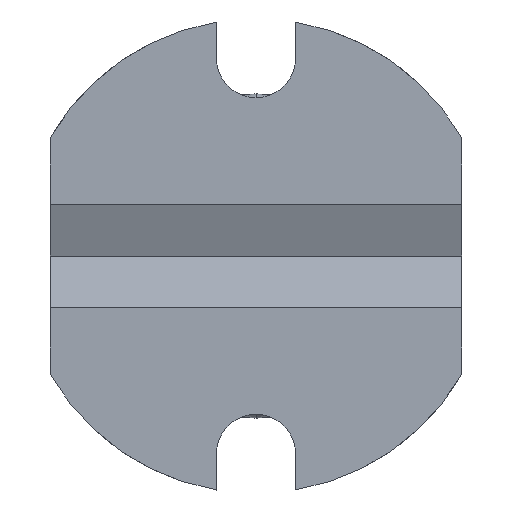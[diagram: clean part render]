
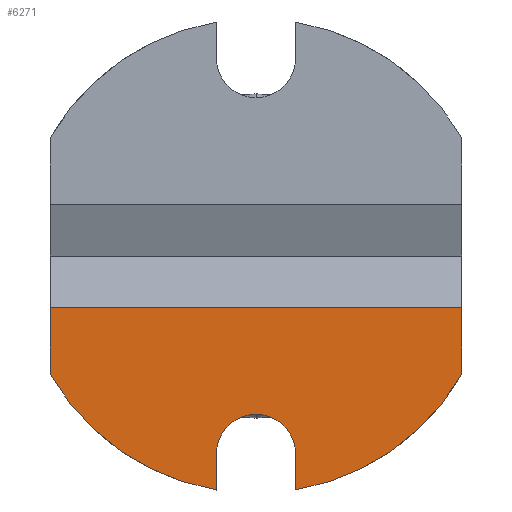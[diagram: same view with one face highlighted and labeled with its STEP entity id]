
A CAD part, front view. The second image highlights one B-rep face of the part: STEP entity #6271.
In plain terms, the highlighted planar face has unit normal (0, -1, 0).
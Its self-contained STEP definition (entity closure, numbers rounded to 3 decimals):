
#92 = CARTESIAN_POINT ( 'NONE',  ( 0., 0., -3.25 ) ) ;
#179 = LINE ( 'NONE', #3802, #5414 ) ;
#865 = VERTEX_POINT ( 'NONE', #2756 ) ;
#977 = DIRECTION ( 'NONE',  ( 0., 1., 0. ) ) ;
#1038 = LINE ( 'NONE', #2570, #1215 ) ;
#1078 = LINE ( 'NONE', #92, #3063 ) ;
#1148 = AXIS2_PLACEMENT_3D ( 'NONE', #5584, #977, #5074 ) ;
#1190 = EDGE_CURVE ( 'NONE', #6586, #5297, #2380, .T. ) ;
#1215 = VECTOR ( 'NONE', #4622, 1000. ) ;
#1462 = DIRECTION ( 'NONE',  ( 0., 0., 1. ) ) ;
#1482 = DIRECTION ( 'NONE',  ( 0., 0., 1. ) ) ;
#1710 = EDGE_CURVE ( 'NONE', #4173, #6586, #1038, .T. ) ;
#1884 = VECTOR ( 'NONE', #2908, 1000. ) ;
#1935 = CARTESIAN_POINT ( 'NONE',  ( 5.2, 0., 0. ) ) ;
#2023 = CARTESIAN_POINT ( 'NONE',  ( 0., 0., 0. ) ) ;
#2141 = ORIENTED_EDGE ( 'NONE', *, *, #1710, .F. ) ;
#2254 = ORIENTED_EDGE ( 'NONE', *, *, #5574, .F. ) ;
#2380 = CIRCLE ( 'NONE', #3873, 3. ) ;
#2509 = CARTESIAN_POINT ( 'NONE',  ( 2.6, 0., -2.6 ) ) ;
#2570 = CARTESIAN_POINT ( 'NONE',  ( 2.1, 0., 0. ) ) ;
#2750 = VERTEX_POINT ( 'NONE', #5944 ) ;
#2756 = CARTESIAN_POINT ( 'NONE',  ( 3.1, 0., -5.558 ) ) ;
#2908 = DIRECTION ( 'NONE',  ( 0., 0., -1. ) ) ;
#2984 = VERTEX_POINT ( 'NONE', #4721 ) ;
#3063 = VECTOR ( 'NONE', #3180, 1000. ) ;
#3180 = DIRECTION ( 'NONE',  ( 1., 0., 0. ) ) ;
#3201 = ORIENTED_EDGE ( 'NONE', *, *, #6444, .T. ) ;
#3265 = CIRCLE ( 'NONE', #5107, 3. ) ;
#3299 = DIRECTION ( 'NONE',  ( 0., 0., -1. ) ) ;
#3335 = VERTEX_POINT ( 'NONE', #5866 ) ;
#3498 = EDGE_CURVE ( 'NONE', #4923, #2984, #1078, .T. ) ;
#3618 = CARTESIAN_POINT ( 'NONE',  ( 0., 0., -3.25 ) ) ;
#3802 = CARTESIAN_POINT ( 'NONE',  ( 0., 0., 0. ) ) ;
#3873 = AXIS2_PLACEMENT_3D ( 'NONE', #6073, #5096, #1462 ) ;
#4173 = VERTEX_POINT ( 'NONE', #4829 ) ;
#4199 = EDGE_CURVE ( 'NONE', #4923, #5297, #179, .T. ) ;
#4239 = CIRCLE ( 'NONE', #1148, 0.5 ) ;
#4264 = CARTESIAN_POINT ( 'NONE',  ( 3.1, 0., 0. ) ) ;
#4338 = FACE_OUTER_BOUND ( 'NONE', #5385, .T. ) ;
#4560 = ORIENTED_EDGE ( 'NONE', *, *, #5700, .F. ) ;
#4563 = DIRECTION ( 'NONE',  ( 0., 0., 1. ) ) ;
#4622 = DIRECTION ( 'NONE',  ( 0., 0., -1. ) ) ;
#4631 = CARTESIAN_POINT ( 'NONE',  ( 0., 0., -4.097 ) ) ;
#4721 = CARTESIAN_POINT ( 'NONE',  ( 5.2, 0., -3.25 ) ) ;
#4813 = LINE ( 'NONE', #4264, #6098 ) ;
#4829 = CARTESIAN_POINT ( 'NONE',  ( 2.1, 0., -5.1 ) ) ;
#4846 = DIRECTION ( 'NONE',  ( 0., 0., -1. ) ) ;
#4923 = VERTEX_POINT ( 'NONE', #3618 ) ;
#4987 = ORIENTED_EDGE ( 'NONE', *, *, #4199, .T. ) ;
#4994 = DIRECTION ( 'NONE',  ( 0., 1., 0. ) ) ;
#5038 = ORIENTED_EDGE ( 'NONE', *, *, #6117, .T. ) ;
#5065 = LINE ( 'NONE', #1935, #1884 ) ;
#5074 = DIRECTION ( 'NONE',  ( 0., 0., 1. ) ) ;
#5096 = DIRECTION ( 'NONE',  ( 0., 1., 0. ) ) ;
#5107 = AXIS2_PLACEMENT_3D ( 'NONE', #2509, #6114, #4563 ) ;
#5297 = VERTEX_POINT ( 'NONE', #4631 ) ;
#5371 = CARTESIAN_POINT ( 'NONE',  ( 2.1, 0., -5.558 ) ) ;
#5385 = EDGE_LOOP ( 'NONE', ( #5809, #4987, #6260, #2141, #5038, #3201, #2254, #4560 ) ) ;
#5390 = PLANE ( 'NONE',  #5889 ) ;
#5414 = VECTOR ( 'NONE', #3299, 1000. ) ;
#5574 = EDGE_CURVE ( 'NONE', #3335, #865, #3265, .T. ) ;
#5584 = CARTESIAN_POINT ( 'NONE',  ( 2.6, 0., -5.1 ) ) ;
#5700 = EDGE_CURVE ( 'NONE', #2984, #3335, #5065, .T. ) ;
#5809 = ORIENTED_EDGE ( 'NONE', *, *, #3498, .F. ) ;
#5866 = CARTESIAN_POINT ( 'NONE',  ( 5.2, 0., -4.097 ) ) ;
#5889 = AXIS2_PLACEMENT_3D ( 'NONE', #2023, #4994, #1482 ) ;
#5944 = CARTESIAN_POINT ( 'NONE',  ( 3.1, 0., -5.1 ) ) ;
#6073 = CARTESIAN_POINT ( 'NONE',  ( 2.6, 0., -2.6 ) ) ;
#6098 = VECTOR ( 'NONE', #4846, 1000. ) ;
#6114 = DIRECTION ( 'NONE',  ( 0., 1., 0. ) ) ;
#6117 = EDGE_CURVE ( 'NONE', #4173, #2750, #4239, .T. ) ;
#6260 = ORIENTED_EDGE ( 'NONE', *, *, #1190, .F. ) ;
#6271 = ADVANCED_FACE ( 'NONE', ( #4338 ), #5390, .F. ) ;
#6444 = EDGE_CURVE ( 'NONE', #2750, #865, #4813, .T. ) ;
#6586 = VERTEX_POINT ( 'NONE', #5371 ) ;
